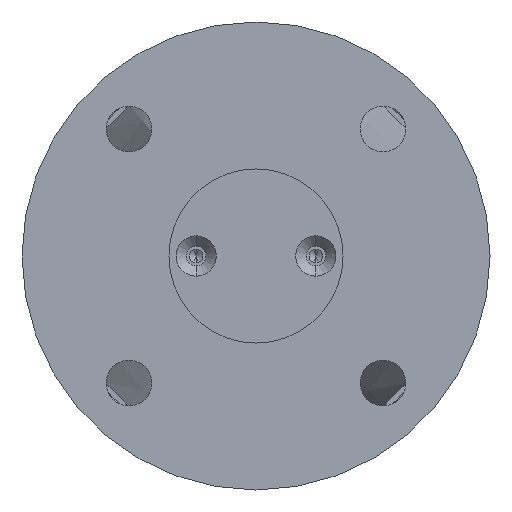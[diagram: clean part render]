
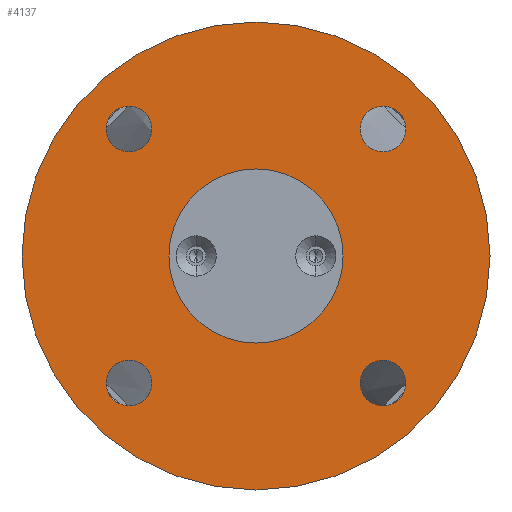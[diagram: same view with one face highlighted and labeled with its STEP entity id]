
A CAD part, left-side view. The second image highlights one B-rep face of the part: STEP entity #4137.
In plain terms, the highlighted planar face has unit normal (-1, 0, 0).
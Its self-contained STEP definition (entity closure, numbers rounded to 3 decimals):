
#95 = CARTESIAN_POINT ( 'NONE',  ( 0., -11.667, -13.767 ) ) ;
#108 = CARTESIAN_POINT ( 'NONE',  ( 0., -11.667, 9.567 ) ) ;
#119 = CARTESIAN_POINT ( 'NONE',  ( 0., -11.667, 13.767 ) ) ;
#142 = CARTESIAN_POINT ( 'NONE',  ( 0., 11.667, 13.767 ) ) ;
#163 = CARTESIAN_POINT ( 'NONE',  ( 0., 0., 21.5 ) ) ;
#167 = CARTESIAN_POINT ( 'NONE',  ( 0., 11.667, -9.567 ) ) ;
#228 = DIRECTION ( 'NONE',  ( 0., 0., 1. ) ) ;
#249 = CARTESIAN_POINT ( 'NONE',  ( 0., 11.667, -13.767 ) ) ;
#317 = CARTESIAN_POINT ( 'NONE',  ( 0., 0., -21.5 ) ) ;
#327 = CARTESIAN_POINT ( 'NONE',  ( 0., -11.667, -9.567 ) ) ;
#349 = CARTESIAN_POINT ( 'NONE',  ( 0., 11.667, 9.567 ) ) ;
#517 = DIRECTION ( 'NONE',  ( 1., 0., 0. ) ) ;
#522 = PLANE ( 'NONE',  #1505 ) ;
#539 = DIRECTION ( 'NONE',  ( 0., 0., -1. ) ) ;
#541 = CARTESIAN_POINT ( 'NONE',  ( 0., 23., 0. ) ) ;
#572 = CIRCLE ( 'NONE', #1626, 8. ) ;
#600 = CIRCLE ( 'NONE', #1631, 2.1 ) ;
#744 = CIRCLE ( 'NONE', #1537, 8. ) ;
#800 = CIRCLE ( 'NONE', #1575, 2.1 ) ;
#864 = FACE_BOUND ( 'NONE', #2248, .T. ) ;
#867 = FACE_BOUND ( 'NONE', #2242, .T. ) ;
#868 = FACE_BOUND ( 'NONE', #2243, .T. ) ;
#869 = FACE_BOUND ( 'NONE', #2245, .T. ) ;
#871 = FACE_BOUND ( 'NONE', #2250, .T. ) ;
#873 = FACE_OUTER_BOUND ( 'NONE', #2237, .T. ) ;
#1094 = VERTEX_POINT ( 'NONE', #3116 ) ;
#1107 = VERTEX_POINT ( 'NONE', #3104 ) ;
#1505 = AXIS2_PLACEMENT_3D ( 'NONE', #541, #517, #539 ) ;
#1537 = AXIS2_PLACEMENT_3D ( 'NONE', #4201, #4202, #4203 ) ;
#1575 = AXIS2_PLACEMENT_3D ( 'NONE', #4171, #4273, #228 ) ;
#1620 = AXIS2_PLACEMENT_3D ( 'NONE', #1830, #2016, #2187 ) ;
#1626 = AXIS2_PLACEMENT_3D ( 'NONE', #1827, #1794, #1831 ) ;
#1631 = AXIS2_PLACEMENT_3D ( 'NONE', #4528, #4527, #4526 ) ;
#1668 = AXIS2_PLACEMENT_3D ( 'NONE', #2055, #2045, #2041 ) ;
#1673 = AXIS2_PLACEMENT_3D ( 'NONE', #2044, #2038, #2039 ) ;
#1751 = AXIS2_PLACEMENT_3D ( 'NONE', #2151, #2135, #2123 ) ;
#1754 = AXIS2_PLACEMENT_3D ( 'NONE', #2128, #2125, #2185 ) ;
#1755 = AXIS2_PLACEMENT_3D ( 'NONE', #2003, #2028, #2027 ) ;
#1760 = AXIS2_PLACEMENT_3D ( 'NONE', #2088, #2087, #2086 ) ;
#1764 = AXIS2_PLACEMENT_3D ( 'NONE', #2071, #2070, #2069 ) ;
#1794 = DIRECTION ( 'NONE',  ( -1., 0., 0. ) ) ;
#1827 = CARTESIAN_POINT ( 'NONE',  ( 0., 0., 0. ) ) ;
#1830 = CARTESIAN_POINT ( 'NONE',  ( 0., 11.667, -11.667 ) ) ;
#1831 = DIRECTION ( 'NONE',  ( 0., 0., 1. ) ) ;
#2003 = CARTESIAN_POINT ( 'NONE',  ( 0., 11.667, 11.667 ) ) ;
#2016 = DIRECTION ( 'NONE',  ( -1., 0., 0. ) ) ;
#2027 = DIRECTION ( 'NONE',  ( 0., 0., 1. ) ) ;
#2028 = DIRECTION ( 'NONE',  ( -1., 0., 0. ) ) ;
#2038 = DIRECTION ( 'NONE',  ( -1., 0., 0. ) ) ;
#2039 = DIRECTION ( 'NONE',  ( 0., 0., 1. ) ) ;
#2041 = DIRECTION ( 'NONE',  ( 0., 0., 1. ) ) ;
#2044 = CARTESIAN_POINT ( 'NONE',  ( 0., -11.667, 11.667 ) ) ;
#2045 = DIRECTION ( 'NONE',  ( -1., 0., 0. ) ) ;
#2055 = CARTESIAN_POINT ( 'NONE',  ( 0., 11.667, -11.667 ) ) ;
#2069 = DIRECTION ( 'NONE',  ( 0., 0., 1. ) ) ;
#2070 = DIRECTION ( 'NONE',  ( -1., 0., 0. ) ) ;
#2071 = CARTESIAN_POINT ( 'NONE',  ( 0., -11.667, -11.667 ) ) ;
#2086 = DIRECTION ( 'NONE',  ( 0., 0., 1. ) ) ;
#2087 = DIRECTION ( 'NONE',  ( -1., 0., 0. ) ) ;
#2088 = CARTESIAN_POINT ( 'NONE',  ( 0., 0., 0. ) ) ;
#2123 = DIRECTION ( 'NONE',  ( 0., 0., 1. ) ) ;
#2125 = DIRECTION ( 'NONE',  ( -1., 0., 0. ) ) ;
#2128 = CARTESIAN_POINT ( 'NONE',  ( 0., 0., 0. ) ) ;
#2135 = DIRECTION ( 'NONE',  ( -1., 0., 0. ) ) ;
#2151 = CARTESIAN_POINT ( 'NONE',  ( 0., -11.667, 11.667 ) ) ;
#2185 = DIRECTION ( 'NONE',  ( 0., 0., 1. ) ) ;
#2187 = DIRECTION ( 'NONE',  ( 0., 0., 1. ) ) ;
#2237 = EDGE_LOOP ( 'NONE', ( #3851, #4099 ) ) ;
#2242 = EDGE_LOOP ( 'NONE', ( #3834, #3876 ) ) ;
#2243 = EDGE_LOOP ( 'NONE', ( #3918, #2807 ) ) ;
#2245 = EDGE_LOOP ( 'NONE', ( #3862, #3888 ) ) ;
#2248 = EDGE_LOOP ( 'NONE', ( #3867, #3781 ) ) ;
#2250 = EDGE_LOOP ( 'NONE', ( #3802, #3783 ) ) ;
#2594 = CIRCLE ( 'NONE', #1751, 2.1 ) ;
#2602 = CIRCLE ( 'NONE', #1754, 21.5 ) ;
#2606 = CIRCLE ( 'NONE', #1755, 2.1 ) ;
#2615 = CIRCLE ( 'NONE', #1760, 21.5 ) ;
#2626 = CIRCLE ( 'NONE', #1764, 2.1 ) ;
#2644 = CIRCLE ( 'NONE', #1668, 2.1 ) ;
#2648 = CIRCLE ( 'NONE', #1673, 2.1 ) ;
#2767 = CIRCLE ( 'NONE', #1620, 2.1 ) ;
#2807 = ORIENTED_EDGE ( 'NONE', *, *, #3207, .F. ) ;
#3104 = CARTESIAN_POINT ( 'NONE',  ( 0., 0., 8. ) ) ;
#3116 = CARTESIAN_POINT ( 'NONE',  ( 0., 0., -8. ) ) ;
#3185 = EDGE_CURVE ( 'NONE', #3951, #3798, #2594, .T. ) ;
#3190 = EDGE_CURVE ( 'NONE', #3692, #3912, #2602, .T. ) ;
#3193 = EDGE_CURVE ( 'NONE', #3946, #3751, #2606, .T. ) ;
#3200 = EDGE_CURVE ( 'NONE', #3912, #3692, #2615, .T. ) ;
#3207 = EDGE_CURVE ( 'NONE', #4004, #3711, #2626, .T. ) ;
#3221 = EDGE_CURVE ( 'NONE', #3767, #3903, #2644, .T. ) ;
#3222 = EDGE_CURVE ( 'NONE', #3798, #3951, #2648, .T. ) ;
#3324 = EDGE_CURVE ( 'NONE', #3903, #3767, #2767, .T. ) ;
#3340 = EDGE_CURVE ( 'NONE', #1107, #1094, #572, .T. ) ;
#3360 = EDGE_CURVE ( 'NONE', #3751, #3946, #600, .T. ) ;
#3461 = EDGE_CURVE ( 'NONE', #1094, #1107, #744, .T. ) ;
#3500 = EDGE_CURVE ( 'NONE', #3711, #4004, #800, .T. ) ;
#3692 = VERTEX_POINT ( 'NONE', #317 ) ;
#3711 = VERTEX_POINT ( 'NONE', #327 ) ;
#3751 = VERTEX_POINT ( 'NONE', #349 ) ;
#3767 = VERTEX_POINT ( 'NONE', #249 ) ;
#3781 = ORIENTED_EDGE ( 'NONE', *, *, #3461, .F. ) ;
#3783 = ORIENTED_EDGE ( 'NONE', *, *, #3221, .F. ) ;
#3798 = VERTEX_POINT ( 'NONE', #108 ) ;
#3802 = ORIENTED_EDGE ( 'NONE', *, *, #3324, .F. ) ;
#3834 = ORIENTED_EDGE ( 'NONE', *, *, #3193, .F. ) ;
#3851 = ORIENTED_EDGE ( 'NONE', *, *, #3200, .T. ) ;
#3862 = ORIENTED_EDGE ( 'NONE', *, *, #3185, .F. ) ;
#3867 = ORIENTED_EDGE ( 'NONE', *, *, #3340, .F. ) ;
#3876 = ORIENTED_EDGE ( 'NONE', *, *, #3360, .F. ) ;
#3888 = ORIENTED_EDGE ( 'NONE', *, *, #3222, .F. ) ;
#3903 = VERTEX_POINT ( 'NONE', #167 ) ;
#3912 = VERTEX_POINT ( 'NONE', #163 ) ;
#3918 = ORIENTED_EDGE ( 'NONE', *, *, #3500, .F. ) ;
#3946 = VERTEX_POINT ( 'NONE', #142 ) ;
#3951 = VERTEX_POINT ( 'NONE', #119 ) ;
#4004 = VERTEX_POINT ( 'NONE', #95 ) ;
#4099 = ORIENTED_EDGE ( 'NONE', *, *, #3190, .T. ) ;
#4137 = ADVANCED_FACE ( 'NONE', ( #864, #869, #868, #867, #871, #873 ), #522, .F. ) ;
#4171 = CARTESIAN_POINT ( 'NONE',  ( 0., -11.667, -11.667 ) ) ;
#4201 = CARTESIAN_POINT ( 'NONE',  ( 0., 0., 0. ) ) ;
#4202 = DIRECTION ( 'NONE',  ( -1., 0., 0. ) ) ;
#4203 = DIRECTION ( 'NONE',  ( 0., 0., 1. ) ) ;
#4273 = DIRECTION ( 'NONE',  ( -1., 0., 0. ) ) ;
#4526 = DIRECTION ( 'NONE',  ( 0., 0., 1. ) ) ;
#4527 = DIRECTION ( 'NONE',  ( -1., 0., 0. ) ) ;
#4528 = CARTESIAN_POINT ( 'NONE',  ( 0., 11.667, 11.667 ) ) ;
